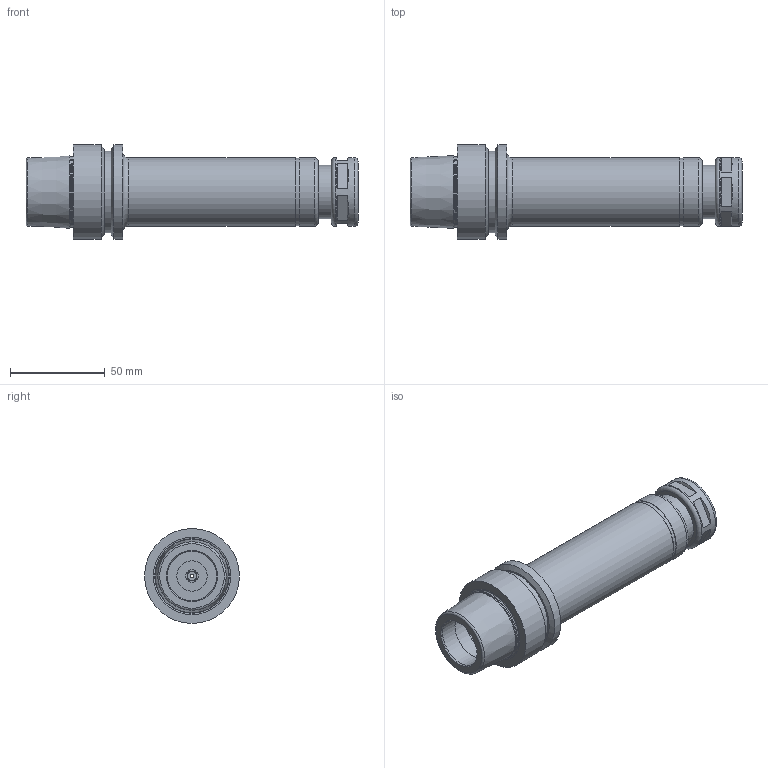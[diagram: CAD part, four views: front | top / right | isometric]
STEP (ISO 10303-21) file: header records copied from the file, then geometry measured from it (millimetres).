
FILE_DESCRIPTION((''),'2;1');
FILE_NAME('536054116150-3D.stp','2022-01-31T15:54:54',('nttooll'),(''),'Autodesk Inventor 2012','Autodesk Inventor 2012','');
FILE_SCHEMA(('AUTOMOTIVE_DESIGN { 1 0 10303 214 1 1 1 1 }'));
Length unit declared in the file: millimetre
Products named in the file (1): 536054116150-3D
Bounding box: 175 x 50 x 50 mm (x, y, z)
Volume: 147158.1 mm3; surface area: 37589.6 mm2
Topology: 1 solids, 1 shells, 98 faces, 169 edges, 104 vertices
Faces by surface type: plane 45, cylinder 29, cone 15, torus 9
Full cylindrical faces by diameter (mm): 2 x1, 4.5 x1, 5 x1, 6.5 x1, 12.8 x1, 13.319 x1, 15.8 x1, 15.9 x1, 16 x1, 16.4 x1, 17 x2, 17.5 x1, 20 x1, 22.1 x1, 24.5 x1, 26 x2, 28 x2, 32 x1, 35.6 x1, 36 x2, 36.3 x1, 37.9 x1, 43 x1, 50 x2
Entity records: 2102 total; most frequent: DIRECTION 406, CARTESIAN_POINT 319, ORIENTED_EDGE 232, AXIS2_PLACEMENT_3D 191, EDGE_LOOP 184, EDGE_CURVE 116, VERTEX_POINT 104, FACE_OUTER_BOUND 98
